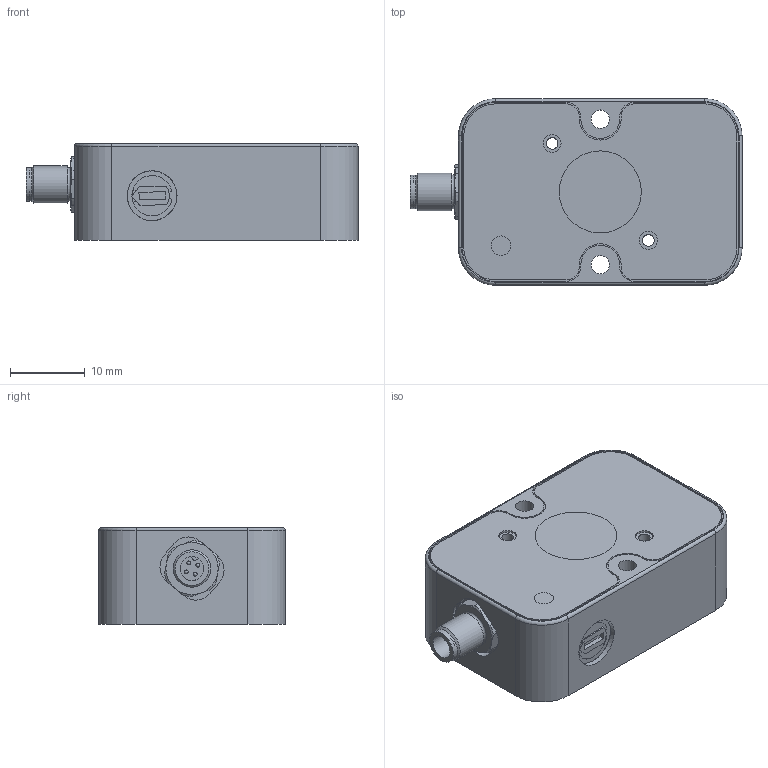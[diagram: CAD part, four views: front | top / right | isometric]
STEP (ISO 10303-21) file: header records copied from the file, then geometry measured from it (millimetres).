
FILE_DESCRIPTION(/* description */ ('>>BEZEICHNUNG<<'),/* implementation_level */ '2;1');
FILE_NAME(/* name */ 'vicolux_RAL10_C.stp',/* time_stamp */ '2016-09-30T07:16:16+02:00',/* author */ ('REGENSPURG'),/* organization */ ('Vision & Control'),/* preprocessor_version */ 'ST-DEVELOPER v16.1',/* originating_system */ 'Autodesk Inventor 2016',/* authorisation */ '');
FILE_SCHEMA (('AUTOMOTIVE_DESIGN { 1 0 10303 214 3 1 1 }'));
Length unit declared in the file: millimetre
Products named in the file (1): vicolux_RAL10_C
Bounding box: 44.5 x 25 x 13 mm (x, y, z)
Volume: 11949.2 mm3; surface area: 3974.5 mm2
Topology: 1 solids, 1 shells, 155 faces, 402 edges, 256 vertices
Faces by surface type: plane 72, cylinder 60, cone 13, torus 6, sphere 4
Full cylindrical faces by diameter (mm): 0.5 x4, 1.567 x2, 2.4 x2, 2.459 x2, 2.6 x1, 3.2 x1, 4.5 x2, 5 x1, 6.7 x1, 11 x1
Entity records: 4661 total; most frequent: CARTESIAN_POINT 800, DIRECTION 787, ORIENTED_EDGE 714, EDGE_CURVE 357, AXIS2_PLACEMENT_3D 298, VERTEX_POINT 239, EDGE_LOOP 200, LINE 191
